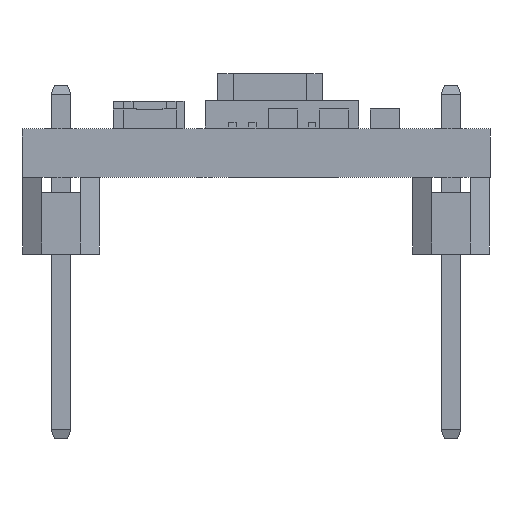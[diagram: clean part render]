
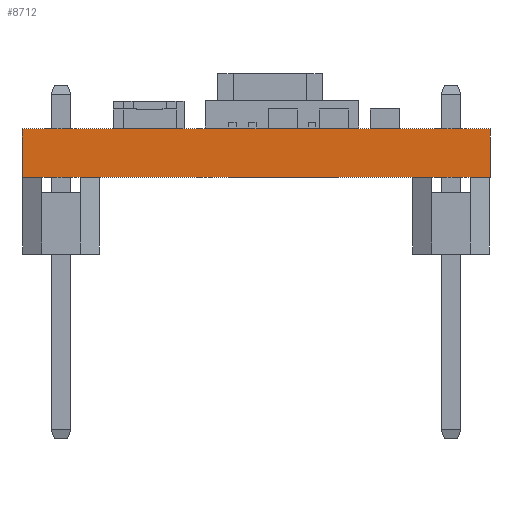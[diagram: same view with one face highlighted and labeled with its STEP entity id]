
A CAD part, front view. The second image highlights one B-rep face of the part: STEP entity #8712.
In plain terms, the highlighted planar face has unit normal (0, -1, 0).
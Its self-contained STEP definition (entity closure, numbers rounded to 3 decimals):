
#1661 = EDGE_CURVE ( 'NONE', #49133, #16334, #38462, .T. ) ;
#1855 = LINE ( 'NONE', #34758, #33891 ) ;
#4189 = EDGE_CURVE ( 'NONE', #30898, #28601, #23888, .T. ) ;
#7720 = CARTESIAN_POINT ( 'NONE',  ( 0., 0., 0. ) ) ;
#8220 = DIRECTION ( 'NONE',  ( 0., 0., 1. ) ) ;
#8619 = PLANE ( 'NONE',  #19021 ) ;
#8712 = ADVANCED_FACE ( 'NONE', ( #46707 ), #8619, .F. ) ;
#10681 = ORIENTED_EDGE ( 'NONE', *, *, #47218, .F. ) ;
#14726 = LINE ( 'NONE', #29330, #41730 ) ;
#16334 = VERTEX_POINT ( 'NONE', #17207 ) ;
#17207 = CARTESIAN_POINT ( 'NONE',  ( 15.24, 0., 0. ) ) ;
#18902 = DIRECTION ( 'NONE',  ( 0., 0., -1. ) ) ;
#19021 = AXIS2_PLACEMENT_3D ( 'NONE', #40637, #31262, #8220 ) ;
#19496 = CARTESIAN_POINT ( 'NONE',  ( 0., 0., 1.575 ) ) ;
#19538 = VECTOR ( 'NONE', #46378, 1000. ) ;
#23120 = VECTOR ( 'NONE', #18902, 1000. ) ;
#23888 = LINE ( 'NONE', #19496, #23120 ) ;
#26182 = CARTESIAN_POINT ( 'NONE',  ( 15.24, 0., 1.575 ) ) ;
#28601 = VERTEX_POINT ( 'NONE', #7720 ) ;
#29330 = CARTESIAN_POINT ( 'NONE',  ( 15.24, 0., 1.575 ) ) ;
#30898 = VERTEX_POINT ( 'NONE', #53004 ) ;
#31262 = DIRECTION ( 'NONE',  ( 0., 1., 0. ) ) ;
#32507 = EDGE_CURVE ( 'NONE', #28601, #16334, #1855, .T. ) ;
#33177 = ORIENTED_EDGE ( 'NONE', *, *, #4189, .T. ) ;
#33891 = VECTOR ( 'NONE', #58420, 1000. ) ;
#34608 = DIRECTION ( 'NONE',  ( 1., 0., 0. ) ) ;
#34758 = CARTESIAN_POINT ( 'NONE',  ( 15.24, 0., 0. ) ) ;
#36629 = ORIENTED_EDGE ( 'NONE', *, *, #32507, .T. ) ;
#38348 = EDGE_LOOP ( 'NONE', ( #36629, #46362, #10681, #33177 ) ) ;
#38462 = LINE ( 'NONE', #26182, #19538 ) ;
#40637 = CARTESIAN_POINT ( 'NONE',  ( 15.24, 0., 1.575 ) ) ;
#41730 = VECTOR ( 'NONE', #34608, 1000. ) ;
#44920 = CARTESIAN_POINT ( 'NONE',  ( 15.24, 0., 1.575 ) ) ;
#46362 = ORIENTED_EDGE ( 'NONE', *, *, #1661, .F. ) ;
#46378 = DIRECTION ( 'NONE',  ( 0., 0., -1. ) ) ;
#46707 = FACE_OUTER_BOUND ( 'NONE', #38348, .T. ) ;
#47218 = EDGE_CURVE ( 'NONE', #30898, #49133, #14726, .T. ) ;
#49133 = VERTEX_POINT ( 'NONE', #44920 ) ;
#53004 = CARTESIAN_POINT ( 'NONE',  ( 0., 0., 1.575 ) ) ;
#58420 = DIRECTION ( 'NONE',  ( 1., 0., 0. ) ) ;
